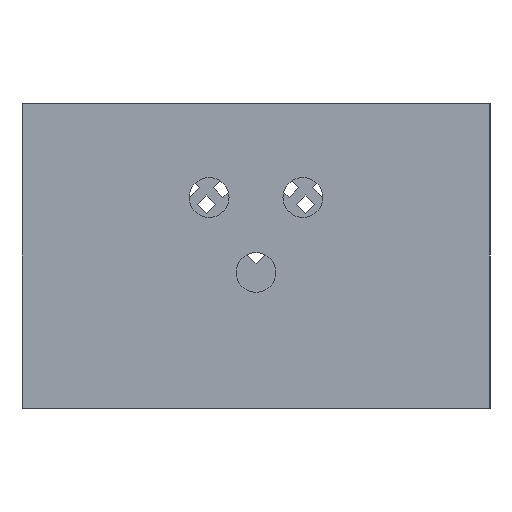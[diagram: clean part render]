
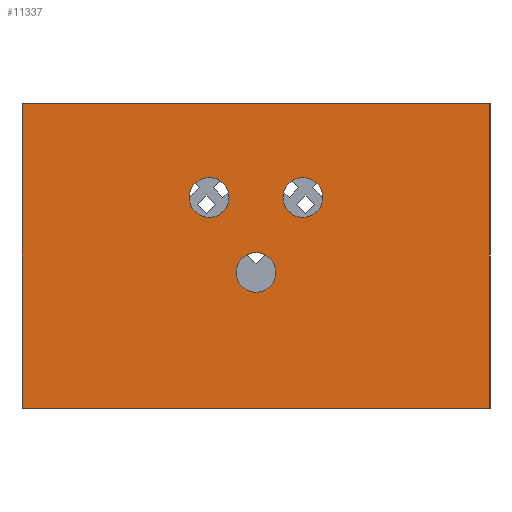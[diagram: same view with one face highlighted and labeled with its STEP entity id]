
A CAD part, left-side view. The second image highlights one B-rep face of the part: STEP entity #11337.
In plain terms, the highlighted planar face has unit normal (-1, 0, 0).
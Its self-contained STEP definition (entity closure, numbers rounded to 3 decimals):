
#2689=DIRECTION('',(0.,-1.,0.));
#2690=VECTOR('',#2689,100.);
#2691=CARTESIAN_POINT('',(-75.,50.,65.));
#2692=LINE('',#2691,#2690);
#2779=DIRECTION('',(0.,0.,1.));
#2780=VECTOR('',#2779,65.);
#2781=CARTESIAN_POINT('',(-75.,50.,0.));
#2782=LINE('',#2781,#2780);
#2783=CARTESIAN_POINT('',(-75.,10.,45.));
#2784=DIRECTION('',(-1.,0.,0.));
#2785=DIRECTION('',(0.,-1.,0.));
#2786=AXIS2_PLACEMENT_3D('',#2783,#2784,#2785);
#2788=CARTESIAN_POINT('',(-75.,10.,45.));
#2789=DIRECTION('',(-1.,0.,0.));
#2790=DIRECTION('',(0.,1.,0.));
#2791=AXIS2_PLACEMENT_3D('',#2788,#2789,#2790);
#2793=CARTESIAN_POINT('',(-75.,-10.,45.));
#2794=DIRECTION('',(-1.,0.,0.));
#2795=DIRECTION('',(0.,-1.,0.));
#2796=AXIS2_PLACEMENT_3D('',#2793,#2794,#2795);
#2798=CARTESIAN_POINT('',(-75.,-10.,45.));
#2799=DIRECTION('',(-1.,0.,0.));
#2800=DIRECTION('',(0.,1.,0.));
#2801=AXIS2_PLACEMENT_3D('',#2798,#2799,#2800);
#2803=CARTESIAN_POINT('',(-75.,0.,29.));
#2804=DIRECTION('',(-1.,0.,0.));
#2805=DIRECTION('',(0.,-1.,0.));
#2806=AXIS2_PLACEMENT_3D('',#2803,#2804,#2805);
#2808=CARTESIAN_POINT('',(-75.,0.,29.));
#2809=DIRECTION('',(-1.,0.,0.));
#2810=DIRECTION('',(0.,1.,0.));
#2811=AXIS2_PLACEMENT_3D('',#2808,#2809,#2810);
#2813=DIRECTION('',(0.,-1.,0.));
#2814=VECTOR('',#2813,100.);
#2815=CARTESIAN_POINT('',(-75.,50.,0.));
#2816=LINE('',#2815,#2814);
#2929=DIRECTION('',(0.,0.,1.));
#2930=VECTOR('',#2929,65.);
#2931=CARTESIAN_POINT('',(-75.,-50.,0.));
#2932=LINE('',#2931,#2930);
#5469=CARTESIAN_POINT('',(-75.,50.,0.));
#5470=CARTESIAN_POINT('',(-75.,-50.,0.));
#5471=VERTEX_POINT('',#5469);
#5472=VERTEX_POINT('',#5470);
#5477=CARTESIAN_POINT('',(-75.,50.,65.));
#5478=CARTESIAN_POINT('',(-75.,-50.,65.));
#5479=VERTEX_POINT('',#5477);
#5480=VERTEX_POINT('',#5478);
#6455=CARTESIAN_POINT('',(-75.,5.75,45.));
#6456=CARTESIAN_POINT('',(-75.,14.25,45.));
#6457=VERTEX_POINT('',#6455);
#6458=VERTEX_POINT('',#6456);
#6459=CARTESIAN_POINT('',(-75.,-14.25,45.));
#6460=CARTESIAN_POINT('',(-75.,-5.75,45.));
#6461=VERTEX_POINT('',#6459);
#6462=VERTEX_POINT('',#6460);
#7135=CARTESIAN_POINT('',(-75.,-4.25,29.));
#7136=CARTESIAN_POINT('',(-75.,4.25,29.));
#7137=VERTEX_POINT('',#7135);
#7138=VERTEX_POINT('',#7136);
#11306=CARTESIAN_POINT('',(-75.,50.,0.));
#11307=DIRECTION('',(-1.,0.,0.));
#11308=DIRECTION('',(0.,-1.,0.));
#11309=AXIS2_PLACEMENT_3D('',#11306,#11307,#11308);
#11310=PLANE('',#11309);
#11312=ORIENTED_EDGE('',*,*,#11311,.F.);
#11313=ORIENTED_EDGE('',*,*,#7276,.T.);
#11314=ORIENTED_EDGE('',*,*,#11255,.T.);
#11316=ORIENTED_EDGE('',*,*,#11315,.F.);
#11317=EDGE_LOOP('',(#11312,#11313,#11314,#11316));
#11318=FACE_OUTER_BOUND('',#11317,.F.);
#11320=ORIENTED_EDGE('',*,*,#11319,.T.);
#11322=ORIENTED_EDGE('',*,*,#11321,.T.);
#11323=EDGE_LOOP('',(#11320,#11322));
#11324=FACE_BOUND('',#11323,.F.);
#11326=ORIENTED_EDGE('',*,*,#11325,.T.);
#11328=ORIENTED_EDGE('',*,*,#11327,.T.);
#11329=EDGE_LOOP('',(#11326,#11328));
#11330=FACE_BOUND('',#11329,.F.);
#11332=ORIENTED_EDGE('',*,*,#11331,.T.);
#11334=ORIENTED_EDGE('',*,*,#11333,.T.);
#11335=EDGE_LOOP('',(#11332,#11334));
#11336=FACE_BOUND('',#11335,.F.);
#11337=ADVANCED_FACE('',(#11318,#11324,#11330,#11336),#11310,.T.);
#2787=CIRCLE('',#2786,4.25);
#2792=CIRCLE('',#2791,4.25);
#2797=CIRCLE('',#2796,4.25);
#2802=CIRCLE('',#2801,4.25);
#2807=CIRCLE('',#2806,4.25);
#2812=CIRCLE('',#2811,4.25);
#7276=EDGE_CURVE('',#5471,#5479,#2782,.T.);
#11255=EDGE_CURVE('',#5479,#5480,#2692,.T.);
#11311=EDGE_CURVE('',#5471,#5472,#2816,.T.);
#11315=EDGE_CURVE('',#5472,#5480,#2932,.T.);
#11319=EDGE_CURVE('',#6457,#6458,#2787,.T.);
#11321=EDGE_CURVE('',#6458,#6457,#2792,.T.);
#11325=EDGE_CURVE('',#6461,#6462,#2797,.T.);
#11327=EDGE_CURVE('',#6462,#6461,#2802,.T.);
#11331=EDGE_CURVE('',#7137,#7138,#2807,.T.);
#11333=EDGE_CURVE('',#7138,#7137,#2812,.T.);
